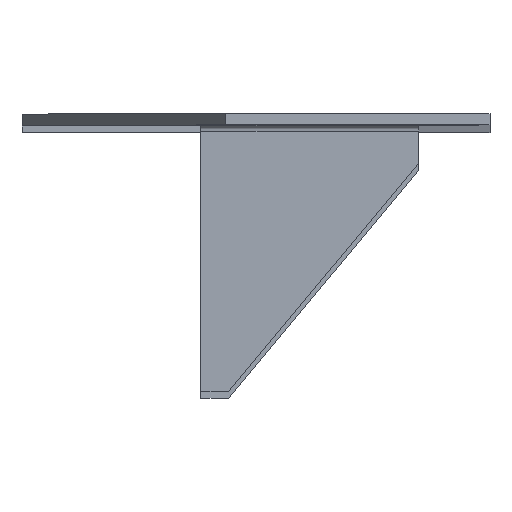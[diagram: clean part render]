
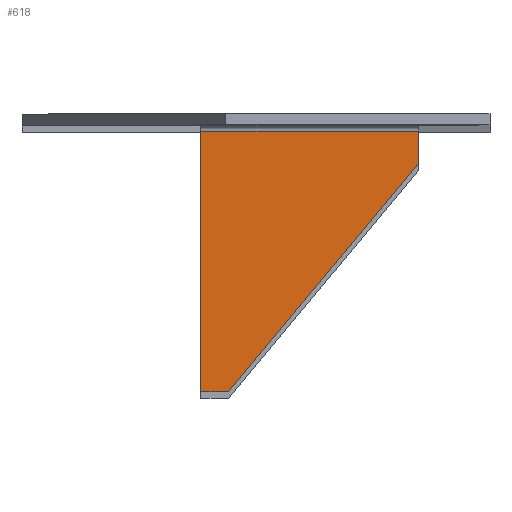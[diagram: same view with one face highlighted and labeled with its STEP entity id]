
A CAD part, top view. The second image highlights one B-rep face of the part: STEP entity #618.
In plain terms, the highlighted planar face has unit normal (0, 0, 1).
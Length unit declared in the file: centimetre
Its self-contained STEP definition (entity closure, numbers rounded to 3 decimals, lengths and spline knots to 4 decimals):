
#84=FACE_OUTER_BOUND('',#125,.T.);
#125=EDGE_LOOP('',(#459,#460,#461,#462,#463));
#186=LINE('',#948,#246);
#188=LINE('',#952,#248);
#190=LINE('',#955,#250);
#191=LINE('',#958,#251);
#192=LINE('',#959,#252);
#246=VECTOR('',#757,7.8102);
#248=VECTOR('',#761,0.7253);
#250=VECTOR('',#765,6.85);
#251=VECTOR('',#768,0.85);
#252=VECTOR('',#769,5.7253);
#301=VERTEX_POINT('',#927);
#307=VERTEX_POINT('',#945);
#308=VERTEX_POINT('',#947);
#309=VERTEX_POINT('',#951);
#310=VERTEX_POINT('',#957);
#364=EDGE_CURVE('',#307,#308,#186,.T.);
#366=EDGE_CURVE('',#309,#308,#188,.T.);
#368=EDGE_CURVE('',#301,#309,#190,.T.);
#369=EDGE_CURVE('',#307,#310,#191,.T.);
#370=EDGE_CURVE('',#310,#301,#192,.T.);
#459=ORIENTED_EDGE('',*,*,#364,.F.);
#460=ORIENTED_EDGE('',*,*,#369,.T.);
#461=ORIENTED_EDGE('',*,*,#370,.T.);
#462=ORIENTED_EDGE('',*,*,#368,.T.);
#463=ORIENTED_EDGE('',*,*,#366,.T.);
#589=PLANE('',#666);
#618=ADVANCED_FACE('',(#84),#589,.F.);
#666=AXIS2_PLACEMENT_3D('',#956,#766,#767);
#757=DIRECTION('',(-0.64,-0.768,0.));
#761=DIRECTION('',(1.,0.,0.));
#765=DIRECTION('',(0.,-1.,0.));
#766=DIRECTION('center_axis',(0.,0.,-1.));
#767=DIRECTION('ref_axis',(1.,0.,0.));
#768=DIRECTION('',(0.,1.,0.));
#769=DIRECTION('',(-1.,0.,0.));
#927=CARTESIAN_POINT('',(54.2382,3.35,50.55));
#945=CARTESIAN_POINT('',(59.9635,2.5,50.55));
#947=CARTESIAN_POINT('',(54.9635,-3.5,50.55));
#948=CARTESIAN_POINT('',(59.9635,2.5,50.55));
#951=CARTESIAN_POINT('',(54.2382,-3.5,50.55));
#952=CARTESIAN_POINT('',(54.2382,-3.5,50.55));
#955=CARTESIAN_POINT('',(54.2382,3.35,50.55));
#956=CARTESIAN_POINT('Origin',(59.9635,3.8,50.55));
#957=CARTESIAN_POINT('',(59.9635,3.35,50.55));
#958=CARTESIAN_POINT('',(59.9635,2.5,50.55));
#959=CARTESIAN_POINT('',(59.9635,3.35,50.55));
